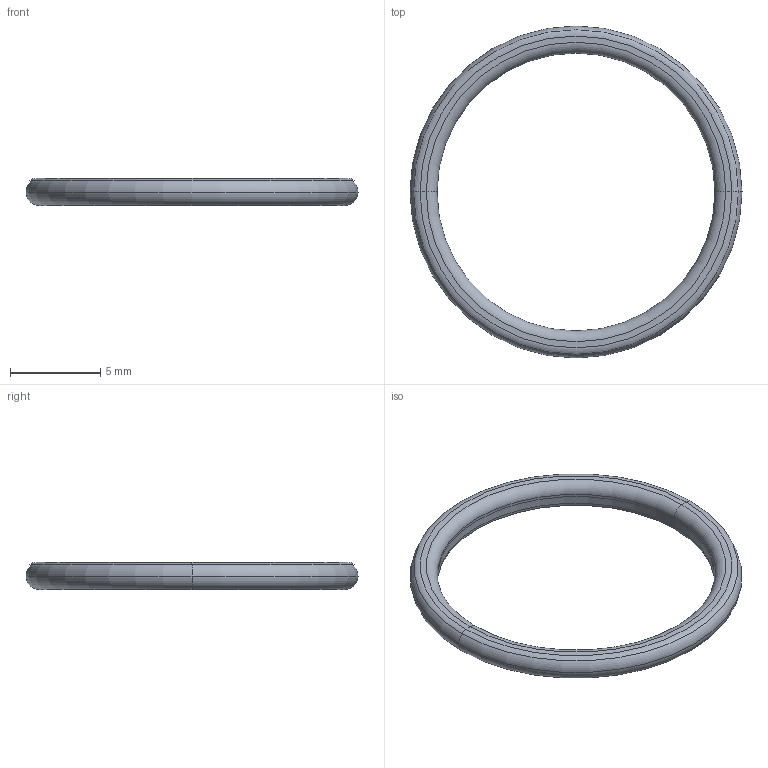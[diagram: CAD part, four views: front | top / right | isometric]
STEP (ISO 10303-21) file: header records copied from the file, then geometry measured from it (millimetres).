
FILE_DESCRIPTION (( 'STEP AP203' ), '1' );
FILE_NAME ('169.RING_D_3D-Zeichnung.STEP', '2024-03-20T08:05:17', ( '' ), ( '' ), 'SwSTEP 2.0', 'SolidWorks 2023', '' );
FILE_SCHEMA (( 'CONFIG_CONTROL_DESIGN' ));
Length unit declared in the file: metre
Products named in the file (1): 169.RING_D_3D-Zeichnung
Bounding box: 18.4 x 18.4 x 1.5 mm (x, y, z)
Surface area: 372.2 mm2 (no closed solid volume)
Topology: 0 solids, 2 shells, 13 faces, 28 edges, 16 vertices
Faces by surface type: torus 10, cylinder 2, plane 1
Entity records: 442 total; most frequent: DIRECTION 82, CARTESIAN_POINT 58, ORIENTED_EDGE 52, AXIS2_PLACEMENT_3D 40, EDGE_CURVE 28, CIRCLE 26, VERTEX_POINT 16, EDGE_LOOP 14
